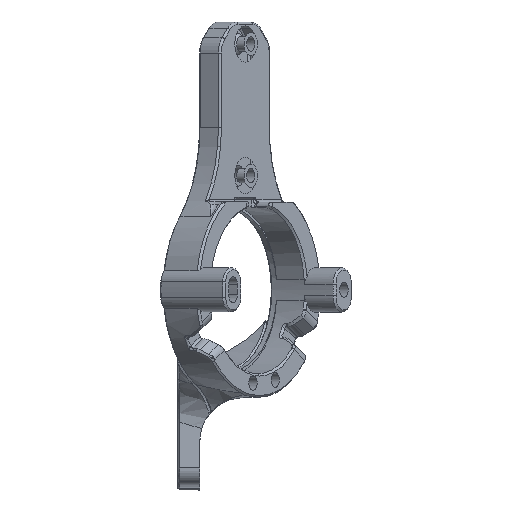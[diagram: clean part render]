
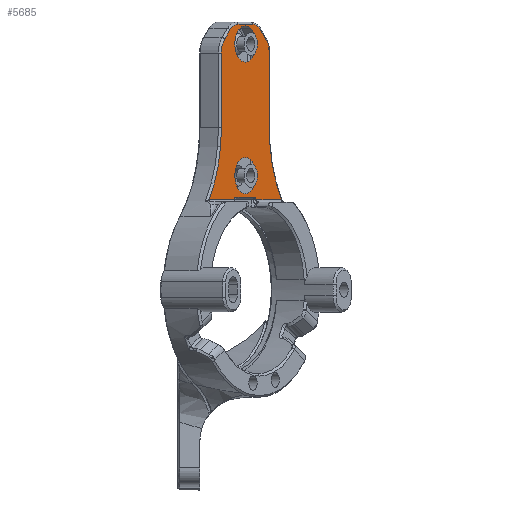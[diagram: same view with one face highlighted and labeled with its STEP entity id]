
A CAD part, top view. The second image highlights one B-rep face of the part: STEP entity #5685.
In plain terms, the highlighted planar face has unit normal (0.819, 0, 0.574).
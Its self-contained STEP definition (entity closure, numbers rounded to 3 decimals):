
#214=FACE_BOUND('',#1208,.T.);
#215=FACE_BOUND('',#1209,.T.);
#546=PLANE('',#6143);
#853=FACE_OUTER_BOUND('',#1207,.T.);
#1207=EDGE_LOOP('',(#4658,#4659,#4660,#4661,#4662,#4663,#4664,#4665,#4666,
#4667,#4668,#4669,#4670,#4671,#4672,#4673));
#1208=EDGE_LOOP('',(#4674));
#1209=EDGE_LOOP('',(#4675));
#1544=LINE('',#11745,#1840);
#1548=LINE('',#11805,#1844);
#1549=LINE('',#11809,#1845);
#1550=LINE('',#11811,#1846);
#1551=LINE('',#11813,#1847);
#1552=LINE('',#11817,#1848);
#1553=LINE('',#11821,#1849);
#1554=LINE('',#11825,#1850);
#1555=LINE('',#11829,#1851);
#1556=LINE('',#11833,#1852);
#1840=VECTOR('',#7152,10.);
#1844=VECTOR('',#7168,10.);
#1845=VECTOR('',#7173,10.);
#1846=VECTOR('',#7174,10.);
#1847=VECTOR('',#7175,10.);
#1848=VECTOR('',#7178,10.);
#1849=VECTOR('',#7181,10.);
#1850=VECTOR('',#7184,10.);
#1851=VECTOR('',#7187,10.);
#1852=VECTOR('',#7190,10.);
#2098=CIRCLE('',#6144,30.5);
#2099=CIRCLE('',#6145,4.5);
#2100=CIRCLE('',#6146,4.5);
#2101=CIRCLE('',#6147,4.5);
#2102=CIRCLE('',#6148,4.5);
#2103=CIRCLE('',#6149,30.5);
#2104=CIRCLE('',#6150,4.15);
#2105=CIRCLE('',#6151,4.15);
#2580=VERTEX_POINT('',#11742);
#2581=VERTEX_POINT('',#11744);
#2587=VERTEX_POINT('',#11804);
#2588=VERTEX_POINT('',#11808);
#2589=VERTEX_POINT('',#11810);
#2590=VERTEX_POINT('',#11812);
#2591=VERTEX_POINT('',#11814);
#2592=VERTEX_POINT('',#11816);
#2593=VERTEX_POINT('',#11818);
#2594=VERTEX_POINT('',#11820);
#2595=VERTEX_POINT('',#11822);
#2596=VERTEX_POINT('',#11824);
#2597=VERTEX_POINT('',#11826);
#2598=VERTEX_POINT('',#11828);
#2599=VERTEX_POINT('',#11830);
#2600=VERTEX_POINT('',#11832);
#2601=VERTEX_POINT('',#11835);
#2602=VERTEX_POINT('',#11837);
#3316=EDGE_CURVE('',#2580,#2581,#1544,.T.);
#3326=EDGE_CURVE('',#2587,#2581,#1548,.T.);
#3328=EDGE_CURVE('',#2580,#2588,#1549,.T.);
#3329=EDGE_CURVE('',#2589,#2588,#1550,.T.);
#3330=EDGE_CURVE('',#2590,#2589,#1551,.T.);
#3331=EDGE_CURVE('',#2591,#2590,#2098,.T.);
#3332=EDGE_CURVE('',#2592,#2591,#1552,.T.);
#3333=EDGE_CURVE('',#2593,#2592,#2099,.T.);
#3334=EDGE_CURVE('',#2594,#2593,#1553,.T.);
#3335=EDGE_CURVE('',#2595,#2594,#2100,.T.);
#3336=EDGE_CURVE('',#2595,#2596,#1554,.T.);
#3337=EDGE_CURVE('',#2596,#2597,#2101,.T.);
#3338=EDGE_CURVE('',#2597,#2598,#1555,.T.);
#3339=EDGE_CURVE('',#2598,#2599,#2102,.T.);
#3340=EDGE_CURVE('',#2599,#2600,#1556,.T.);
#3341=EDGE_CURVE('',#2600,#2587,#2103,.T.);
#3342=EDGE_CURVE('',#2601,#2601,#2104,.T.);
#3343=EDGE_CURVE('',#2602,#2602,#2105,.T.);
#4658=ORIENTED_EDGE('',*,*,#3316,.F.);
#4659=ORIENTED_EDGE('',*,*,#3328,.T.);
#4660=ORIENTED_EDGE('',*,*,#3329,.F.);
#4661=ORIENTED_EDGE('',*,*,#3330,.F.);
#4662=ORIENTED_EDGE('',*,*,#3331,.F.);
#4663=ORIENTED_EDGE('',*,*,#3332,.F.);
#4664=ORIENTED_EDGE('',*,*,#3333,.F.);
#4665=ORIENTED_EDGE('',*,*,#3334,.F.);
#4666=ORIENTED_EDGE('',*,*,#3335,.F.);
#4667=ORIENTED_EDGE('',*,*,#3336,.T.);
#4668=ORIENTED_EDGE('',*,*,#3337,.T.);
#4669=ORIENTED_EDGE('',*,*,#3338,.T.);
#4670=ORIENTED_EDGE('',*,*,#3339,.T.);
#4671=ORIENTED_EDGE('',*,*,#3340,.T.);
#4672=ORIENTED_EDGE('',*,*,#3341,.T.);
#4673=ORIENTED_EDGE('',*,*,#3326,.T.);
#4674=ORIENTED_EDGE('',*,*,#3342,.T.);
#4675=ORIENTED_EDGE('',*,*,#3343,.F.);
#5685=ADVANCED_FACE('',(#853,#214,#215),#546,.T.);
#6143=AXIS2_PLACEMENT_3D('',#11807,#7171,#7172);
#6144=AXIS2_PLACEMENT_3D('',#11815,#7176,#7177);
#6145=AXIS2_PLACEMENT_3D('',#11819,#7179,#7180);
#6146=AXIS2_PLACEMENT_3D('',#11823,#7182,#7183);
#6147=AXIS2_PLACEMENT_3D('',#11827,#7185,#7186);
#6148=AXIS2_PLACEMENT_3D('',#11831,#7188,#7189);
#6149=AXIS2_PLACEMENT_3D('',#11834,#7191,#7192);
#6150=AXIS2_PLACEMENT_3D('',#11836,#7193,#7194);
#6151=AXIS2_PLACEMENT_3D('',#11838,#7195,#7196);
#7152=DIRECTION('',(0.,-1.,0.));
#7168=DIRECTION('',(0.574,0.,-0.819));
#7171=DIRECTION('center_axis',(0.819,0.,0.574));
#7172=DIRECTION('ref_axis',(0.574,0.,-0.819));
#7173=DIRECTION('',(0.574,0.,-0.819));
#7174=DIRECTION('',(0.,1.,0.));
#7175=DIRECTION('',(-0.574,0.,0.819));
#7176=DIRECTION('center_axis',(0.819,0.,0.574));
#7177=DIRECTION('ref_axis',(-0.548,-0.297,0.782));
#7178=DIRECTION('',(0.,-1.,0.));
#7179=DIRECTION('center_axis',(-0.819,0.,-0.574));
#7180=DIRECTION('ref_axis',(0.53,0.383,-0.757));
#7181=DIRECTION('',(0.406,-0.707,-0.579));
#7182=DIRECTION('center_axis',(-0.819,0.,-0.574));
#7183=DIRECTION('ref_axis',(0.219,0.924,-0.313));
#7184=DIRECTION('',(-0.574,0.,0.819));
#7185=DIRECTION('center_axis',(0.819,0.,0.574));
#7186=DIRECTION('ref_axis',(-0.219,0.924,0.313));
#7187=DIRECTION('',(-0.406,-0.707,0.579));
#7188=DIRECTION('center_axis',(0.819,0.,0.574));
#7189=DIRECTION('ref_axis',(-0.53,0.383,0.757));
#7190=DIRECTION('',(0.,-1.,0.));
#7191=DIRECTION('center_axis',(-0.819,0.,-0.574));
#7192=DIRECTION('ref_axis',(0.548,-0.297,-0.782));
#7193=DIRECTION('center_axis',(-0.819,0.,-0.574));
#7194=DIRECTION('ref_axis',(0.,1.,0.));
#7195=DIRECTION('center_axis',(0.819,0.,0.574));
#7196=DIRECTION('ref_axis',(0.,1.,0.));
#11742=CARTESIAN_POINT('',(-24.536,113.609,-12.114));
#11744=CARTESIAN_POINT('',(-24.536,113.055,-12.114));
#11745=CARTESIAN_POINT('',(-24.536,122.457,-12.114));
#11804=CARTESIAN_POINT('',(-30.383,113.055,-3.762));
#11805=CARTESIAN_POINT('',(-16.411,113.055,-23.716));
#11807=CARTESIAN_POINT('Origin',(-22.147,132.305,-15.525));
#11808=CARTESIAN_POINT('',(-19.759,113.609,-18.936));
#11809=CARTESIAN_POINT('',(-23.223,113.609,-13.989));
#11810=CARTESIAN_POINT('',(-19.759,113.055,-18.936));
#11811=CARTESIAN_POINT('',(-19.759,121.457,-18.936));
#11812=CARTESIAN_POINT('',(-13.911,113.055,-27.287));
#11813=CARTESIAN_POINT('',(-27.883,113.055,-7.333));
#11814=CARTESIAN_POINT('',(-16.698,129.572,-23.307));
#11815=CARTESIAN_POINT('Origin',(0.796,129.572,-48.291));
#11816=CARTESIAN_POINT('',(-16.698,146.484,-23.307));
#11817=CARTESIAN_POINT('',(-16.698,121.68,-23.307));
#11818=CARTESIAN_POINT('',(-17.454,149.666,-22.227));
#11819=CARTESIAN_POINT('Origin',(-19.279,146.484,-19.621));
#11820=CARTESIAN_POINT('',(-18.642,151.737,-20.531));
#11821=CARTESIAN_POINT('',(-16.435,147.889,-23.683));
#11822=CARTESIAN_POINT('',(-20.467,153.055,-17.924));
#11823=CARTESIAN_POINT('Origin',(-20.467,148.555,-17.924));
#11824=CARTESIAN_POINT('',(-23.827,153.055,-13.126));
#11825=CARTESIAN_POINT('',(-25.015,153.055,-11.429));
#11826=CARTESIAN_POINT('',(-25.652,151.737,-10.519));
#11827=CARTESIAN_POINT('Origin',(-23.827,148.555,-13.126));
#11828=CARTESIAN_POINT('',(-26.84,149.666,-8.823));
#11829=CARTESIAN_POINT('',(-27.859,147.889,-7.367));
#11830=CARTESIAN_POINT('',(-27.596,146.484,-7.743));
#11831=CARTESIAN_POINT('Origin',(-25.015,146.484,-11.429));
#11832=CARTESIAN_POINT('',(-27.596,129.572,-7.743));
#11833=CARTESIAN_POINT('',(-27.596,121.68,-7.743));
#11834=CARTESIAN_POINT('Origin',(-45.09,129.572,17.241));
#11835=CARTESIAN_POINT('',(-22.147,114.405,-15.525));
#11836=CARTESIAN_POINT('Origin',(-22.147,118.555,-15.525));
#11837=CARTESIAN_POINT('',(-22.147,144.405,-15.525));
#11838=CARTESIAN_POINT('Origin',(-22.147,148.555,-15.525));
